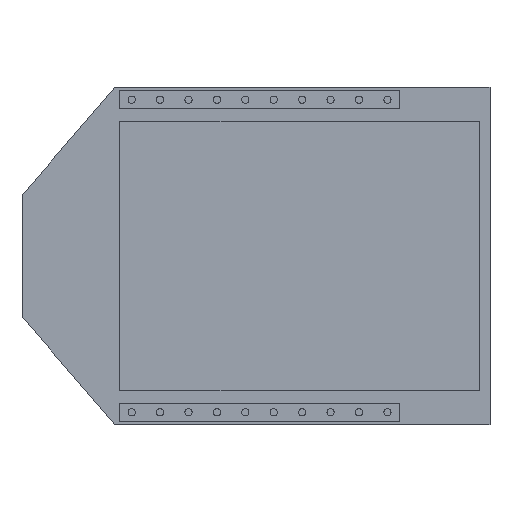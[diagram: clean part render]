
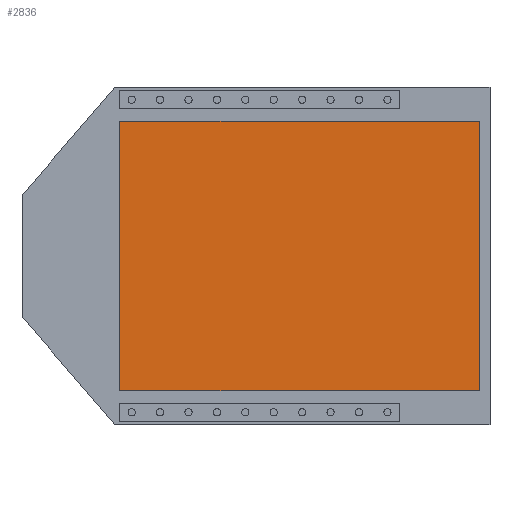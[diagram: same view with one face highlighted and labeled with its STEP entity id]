
A CAD part, front view. The second image highlights one B-rep face of the part: STEP entity #2836.
In plain terms, the highlighted planar face has unit normal (0, -1, 0).
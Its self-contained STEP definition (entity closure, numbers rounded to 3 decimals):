
#329=PLANE('',#3143);
#489=LINE('',#4910,#686);
#492=LINE('',#4915,#689);
#494=LINE('',#4919,#691);
#495=LINE('',#4921,#692);
#686=VECTOR('',#3754,18.96);
#689=VECTOR('',#3759,25.302);
#691=VECTOR('',#3763,18.96);
#692=VECTOR('',#3766,25.302);
#874=FACE_OUTER_BOUND('',#1092,.T.);
#1092=EDGE_LOOP('',(#2369,#2370,#2371,#2372));
#1547=VERTEX_POINT('',#4907);
#1548=VERTEX_POINT('',#4909);
#1549=VERTEX_POINT('',#4913);
#1550=VERTEX_POINT('',#4917);
#1843=EDGE_CURVE('',#1548,#1547,#489,.T.);
#1846=EDGE_CURVE('',#1547,#1549,#492,.T.);
#1848=EDGE_CURVE('',#1549,#1550,#494,.T.);
#1849=EDGE_CURVE('',#1550,#1548,#495,.T.);
#2369=ORIENTED_EDGE('',*,*,#1843,.T.);
#2370=ORIENTED_EDGE('',*,*,#1846,.T.);
#2371=ORIENTED_EDGE('',*,*,#1848,.T.);
#2372=ORIENTED_EDGE('',*,*,#1849,.T.);
#2836=ADVANCED_FACE('',(#874),#329,.T.);
#3143=AXIS2_PLACEMENT_3D('',#4922,#3767,#3768);
#3754=DIRECTION('',(0.,0.,-1.));
#3759=DIRECTION('',(1.,0.,0.));
#3763=DIRECTION('',(0.,0.,1.));
#3766=DIRECTION('',(-1.,0.,0.));
#3767=DIRECTION('center_axis',(0.,-1.,0.));
#3768=DIRECTION('ref_axis',(0.,0.,-1.));
#4907=CARTESIAN_POINT('',(-5.903,-2.,-9.48));
#4909=CARTESIAN_POINT('',(-5.903,-2.,9.48));
#4910=CARTESIAN_POINT('',(-5.903,-2.,9.48));
#4913=CARTESIAN_POINT('',(19.398,-2.,-9.48));
#4915=CARTESIAN_POINT('',(-5.903,-2.,-9.48));
#4917=CARTESIAN_POINT('',(19.398,-2.,9.48));
#4919=CARTESIAN_POINT('',(19.398,-2.,-9.48));
#4921=CARTESIAN_POINT('',(19.398,-2.,9.48));
#4922=CARTESIAN_POINT('Origin',(0.,-2.,0.));
